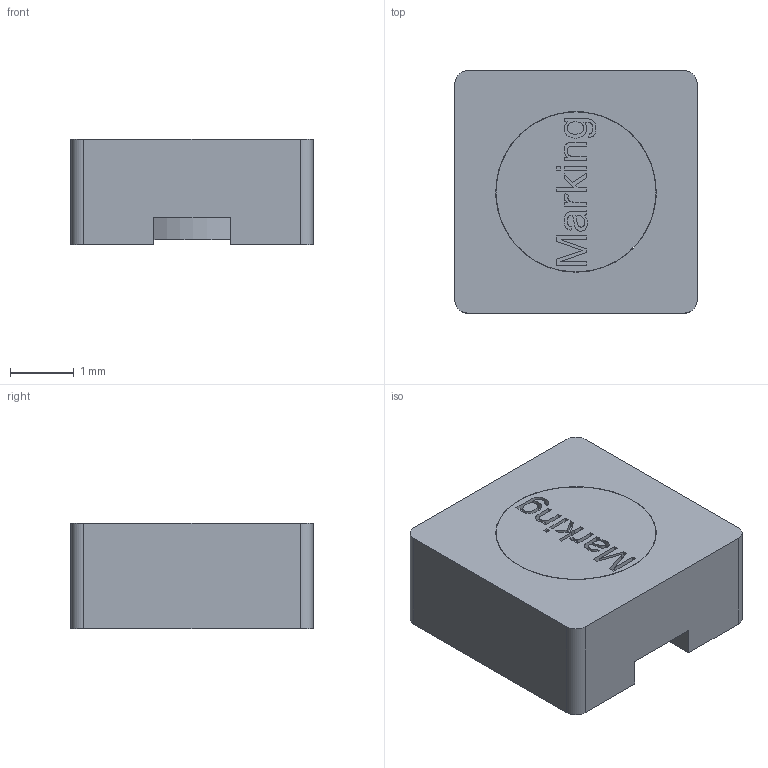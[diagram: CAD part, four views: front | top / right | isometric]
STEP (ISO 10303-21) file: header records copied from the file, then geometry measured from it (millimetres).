
FILE_DESCRIPTION(/* description */ ('Unknown'),/* implementation_level */ '2;1');
FILE_NAME(/* name */ 'L_Wurth_WE-TPC_3816',/* time_stamp */ '2022-03-08T13:43:55+08:00',/* author */ ('Unknown'),/* organization */ ('Unknown'),/* preprocessor_version */ 'ST-DEVELOPER v16.7',/* originating_system */ 'Solid Edge',/* authorisation */ 'Unknown');
FILE_SCHEMA (('AUTOMOTIVE_DESIGN {1 0 10303 214 3 1 1}'));
Length unit declared in the file: millimetre
Products named in the file (2): L_Wurth_WE-TPC_3816
Assembly tree (1 placements, depth 2):
  L_Wurth_WE-TPC_3816
    L_Wurth_WE-TPC_3816
Bounding box: 3.8 x 3.8 x 1.65 mm (x, y, z)
Volume: 20.5 mm3; surface area: 102.4 mm2
Topology: 2 solids, 2 shells, 117 faces, 295 edges, 195 vertices
Faces by surface type: plane 81, bspline 19, cylinder 14, torus 3
Full cylindrical faces by diameter (mm): 0.1 x2, 1.6 x1, 2.51 x1, 2.52 x1
Entity records: 5959 total; most frequent: CARTESIAN_POINT 2459, ORIENTED_EDGE 550, DIRECTION 476, EDGE_CURVE 275, LINE 208, VECTOR 208, VERTEX_POINT 190, EDGE_LOOP 147
